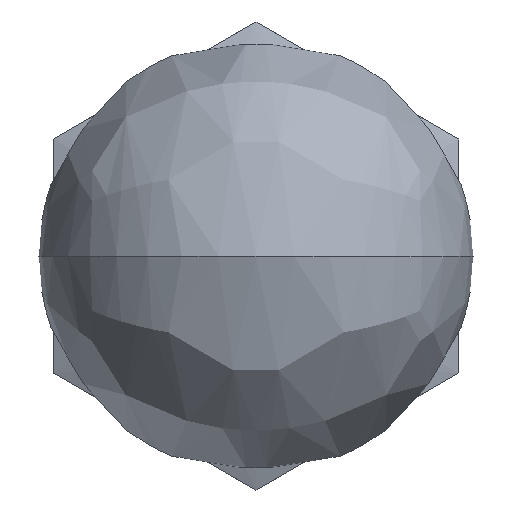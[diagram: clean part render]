
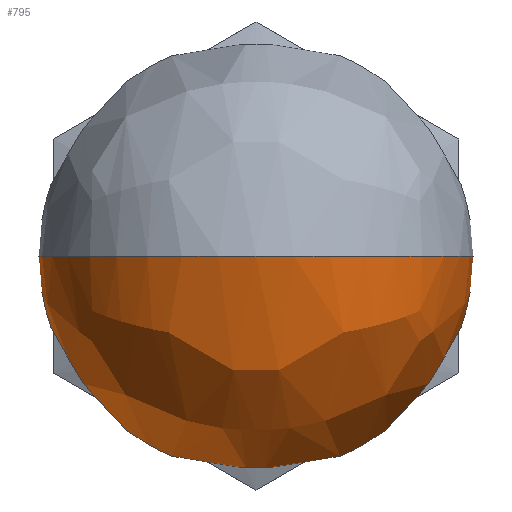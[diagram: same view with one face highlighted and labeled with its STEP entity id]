
A CAD part, front view. The second image highlights one B-rep face of the part: STEP entity #795.
In plain terms, the highlighted free-form (B-spline) face has degree [3, 3] with [4, 4] control points.
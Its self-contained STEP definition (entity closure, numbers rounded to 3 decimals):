
#53 = DIRECTION ( 'NONE',  ( 0., 1., 0. ) ) ;
#61 = CARTESIAN_POINT ( 'NONE',  ( -7.5, -14.5, 0. ) ) ;
#77 = AXIS2_PLACEMENT_3D ( 'NONE', #502, #53, #675 ) ;
#84 = CARTESIAN_POINT ( 'NONE',  ( 0., -14.5, 0. ) ) ;
#89 = CIRCLE ( 'NONE', #319, 7.5 ) ;
#105 = DIRECTION ( 'NONE',  ( -1., 0., 0. ) ) ;
#172 = CARTESIAN_POINT ( 'NONE',  ( 7.5, -14.5, 0. ) ) ;
#179 = EDGE_CURVE ( 'NONE', #789, #688, #370, .T. ) ;
#180 = EDGE_LOOP ( 'NONE', ( #596, #840, #373, #1103 ) ) ;
#189 = FACE_OUTER_BOUND ( 'NONE', #180, .T. ) ;
#195 = CARTESIAN_POINT ( 'NONE',  ( 6., -10., 0. ) ) ;
#241 = CIRCLE ( 'NONE', #77, 6. ) ;
#244 = CARTESIAN_POINT ( 'NONE',  ( -7.5, -29.5, -30. ) ) ;
#253 = CARTESIAN_POINT ( 'NONE',  ( -6., -10., 0. ) ) ;
#312 = DIRECTION ( 'NONE',  ( -1., 0., 0. ) ) ;
#319 = AXIS2_PLACEMENT_3D ( 'NONE', #988, #546, #105 ) ;
#335 = CARTESIAN_POINT ( 'NONE',  ( 7.5, 0.5, 0. ) ) ;
#370 = CIRCLE ( 'NONE', #855, 7.5 ) ;
#373 = ORIENTED_EDGE ( 'NONE', *, *, #690, .F. ) ;
#427 = CARTESIAN_POINT ( 'NONE',  ( 7.5, 0.5, -30. ) ) ;
#449 = DIRECTION ( 'NONE',  ( -1., 0., 0. ) ) ;
#499 = VERTEX_POINT ( 'NONE', #253 ) ;
#502 = CARTESIAN_POINT ( 'NONE',  ( 0., -10., 0. ) ) ;
#508 = CARTESIAN_POINT ( 'NONE',  ( -7.5, -14.5, 0. ) ) ;
#517 = CARTESIAN_POINT ( 'NONE',  ( 7.5, -14.5, 0. ) ) ;
#546 = DIRECTION ( 'NONE',  ( 0., 0., -1. ) ) ;
#596 = ORIENTED_EDGE ( 'NONE', *, *, #179, .F. ) ;
#640 = EDGE_CURVE ( 'NONE', #789, #499, #1060, .T. ) ;
#668 = CARTESIAN_POINT ( 'NONE',  ( -7.5, -14.5, 0. ) ) ;
#675 = DIRECTION ( 'NONE',  ( -1., 0., 0. ) ) ;
#682 = CARTESIAN_POINT ( 'NONE',  ( -7.5, 0.5, 0. ) ) ;
#688 = VERTEX_POINT ( 'NONE', #753 ) ;
#690 = EDGE_CURVE ( 'NONE', #937, #499, #241, .T. ) ;
#691 = CARTESIAN_POINT ( 'NONE',  ( -7.5, -14.5, 0. ) ) ;
#710 = DIRECTION ( 'NONE',  ( 0., 0., 1. ) ) ;
#712 = CARTESIAN_POINT ( 'NONE',  ( 7.5, -14.5, 0. ) ) ;
#753 = CARTESIAN_POINT ( 'NONE',  ( 7.5, -14.5, 0. ) ) ;
#780 = CARTESIAN_POINT ( 'NONE',  ( -7.5, 0.5, -30. ) ) ;
#782 = AXIS2_PLACEMENT_3D ( 'NONE', #1129, #950, #312 ) ;
#789 = VERTEX_POINT ( 'NONE', #668 ) ;
#795 = ADVANCED_FACE ( 'NONE', ( #189 ), #1118, .T. ) ;
#829 = EDGE_CURVE ( 'NONE', #937, #688, #89, .T. ) ;
#840 = ORIENTED_EDGE ( 'NONE', *, *, #640, .T. ) ;
#855 = AXIS2_PLACEMENT_3D ( 'NONE', #84, #710, #449 ) ;
#870 = CARTESIAN_POINT ( 'NONE',  ( -7.5, -29.5, 0. ) ) ;
#880 = CARTESIAN_POINT ( 'NONE',  ( -7.5, -14.5, 0. ) ) ;
#937 = VERTEX_POINT ( 'NONE', #195 ) ;
#950 = DIRECTION ( 'NONE',  ( 0., 0., -1. ) ) ;
#964 = CARTESIAN_POINT ( 'NONE',  ( 7.5, -29.5, -30. ) ) ;
#988 = CARTESIAN_POINT ( 'NONE',  ( 0., -14.5, 0. ) ) ;
#1058 = CARTESIAN_POINT ( 'NONE',  ( 7.5, -29.5, 0. ) ) ;
#1060 = CIRCLE ( 'NONE', #782, 7.5 ) ;
#1089 = CARTESIAN_POINT ( 'NONE',  ( 7.5, -14.5, 0. ) ) ;
#1103 = ORIENTED_EDGE ( 'NONE', *, *, #829, .T. ) ;
#1118 =( BOUNDED_SURFACE ( )  B_SPLINE_SURFACE ( 3, 3, ( 
 ( #508, #880, #691, #61 ),
 ( #682, #780, #244, #870 ),
 ( #335, #427, #964, #1058 ),
 ( #517, #1089, #172, #712 ) ),
 .UNSPECIFIED., .F., .F., .T. ) 
 B_SPLINE_SURFACE_WITH_KNOTS ( ( 4, 4 ),
 ( 4, 4 ),
 ( 0., 1. ),
 ( 0., 1. ),
 .UNSPECIFIED. ) 
 GEOMETRIC_REPRESENTATION_ITEM ( )  RATIONAL_B_SPLINE_SURFACE ( (
 ( 1., 0.333, 0.333, 1.),
 ( 0.333, 0.111, 0.111, 0.333),
 ( 0.333, 0.111, 0.111, 0.333),
 ( 1., 0.333, 0.333, 1.) ) ) 
 REPRESENTATION_ITEM ( '' )  SURFACE ( )  );
#1129 = CARTESIAN_POINT ( 'NONE',  ( 0., -14.5, 0. ) ) ;
